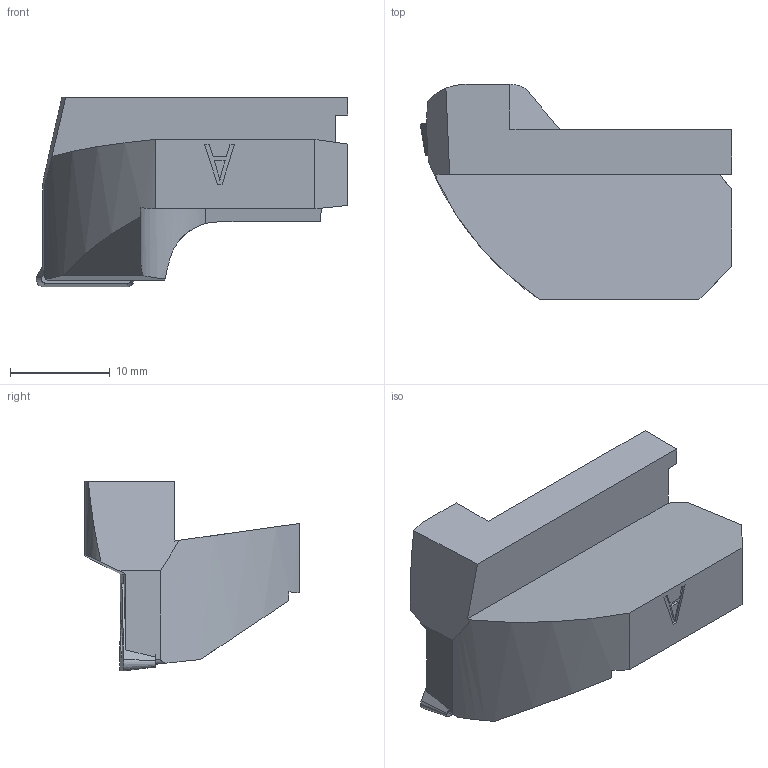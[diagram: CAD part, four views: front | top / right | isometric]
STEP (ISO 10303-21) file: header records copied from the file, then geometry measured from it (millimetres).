
FILE_DESCRIPTION(/* description */ (''),/* implementation_level */ '2;1');
FILE_NAME(/* name */ '1545030115585.stp',/* time_stamp */ '2018-12-17T08:02:11+01:00',/* author */ (''),/* organization */ ('SMS'),/* preprocessor_version */ 'ST-DEVELOPER v15',/* originating_system */ 'SIEMENS PLM Software NX 8.5',/* authorisation */ '');
FILE_SCHEMA (('AUTOMOTIVE_DESIGN { 1 0 10303 214 3 1 1 1 }'));
Length unit declared in the file: millimetre
Products named in the file (4): ASSEMBLY_CONSTRUCTION; 202024374mod000_00; 202022596mod000_00; 202023265mod000_00
Assembly tree (3 placements, depth 2):
  202023265mod000_00
    202022596mod000_00
    202024374mod000_00
    ASSEMBLY_CONSTRUCTION
Bounding box: 31.19 x 21.5 x 19 mm (x, y, z)
Volume: 4287.1 mm3; surface area: 2485.3 mm2
Topology: 2 solids, 2 shells, 67 faces, 179 edges, 125 vertices
Faces by surface type: plane 47, cylinder 9, cone 5, torus 4, extrusion 2
Full cylindrical faces by diameter (mm): 2.8 x2
Entity records: 2240 total; most frequent: CARTESIAN_POINT 481, ORIENTED_EDGE 330, DIRECTION 326, EDGE_CURVE 165, VERTEX_POINT 113, AXIS2_PLACEMENT_3D 111, VECTOR 104, LINE 102
